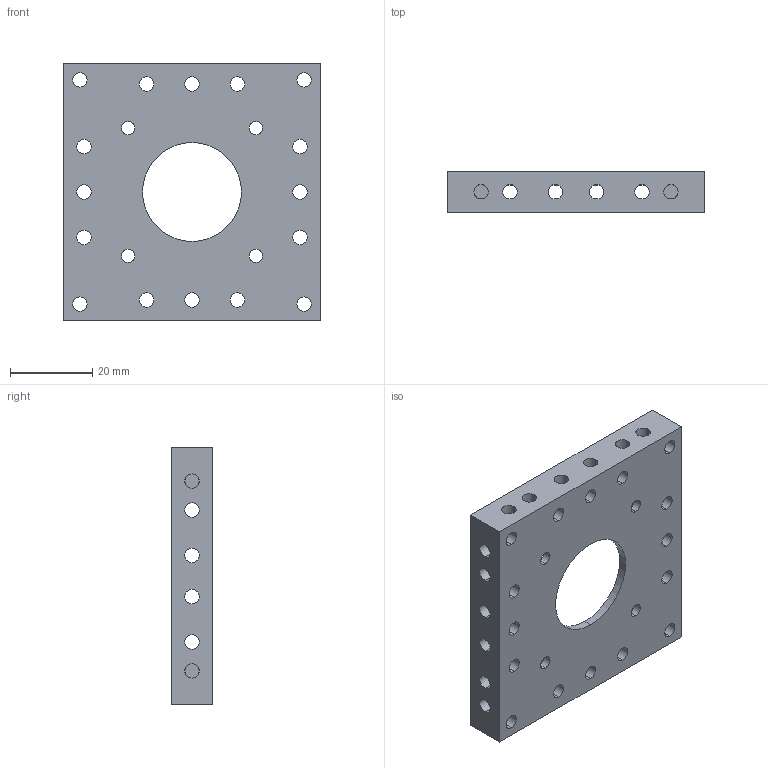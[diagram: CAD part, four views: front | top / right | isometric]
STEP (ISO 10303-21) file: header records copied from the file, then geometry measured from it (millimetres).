
FILE_DESCRIPTION (( 'STEP AP214' ), '1' );
FILE_NAME ('耀輸趙撥堤儂.STEP', '2024-12-23T06:36:50', ( '' ), ( '' ), 'SwSTEP 2.0', 'SolidWorks 2022', '' );
FILE_SCHEMA (( 'AUTOMOTIVE_DESIGN' ));
Length unit declared in the file: millimetre
Products named in the file (1): 模块化挤出机
Bounding box: 62.4 x 10 x 62.4 mm (x, y, z)
Volume: 19852.3 mm3; surface area: 14488.9 mm2
Topology: 1 solids, 1 shells, 125 faces, 342 edges, 220 vertices
Faces by surface type: cylinder 106, plane 19
Entity records: 4222 total; most frequent: CARTESIAN_POINT 784, DIRECTION 742, ORIENTED_EDGE 684, EDGE_CURVE 342, AXIS2_PLACEMENT_3D 306, VERTEX_POINT 220, EDGE_LOOP 208, CIRCLE 180
